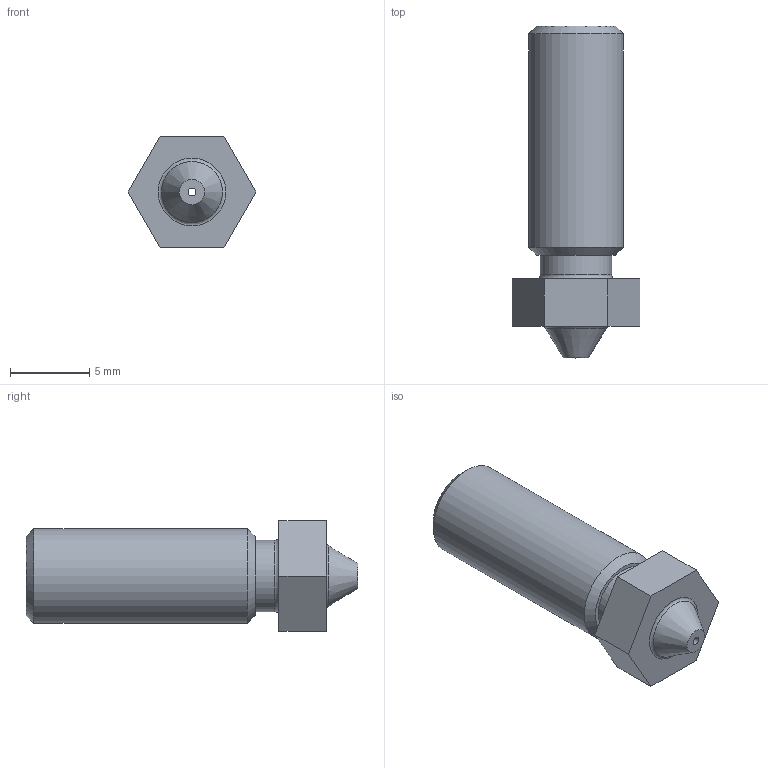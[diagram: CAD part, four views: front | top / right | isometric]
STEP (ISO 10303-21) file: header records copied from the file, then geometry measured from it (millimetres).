
FILE_DESCRIPTION(('FreeCAD Model'),'2;1');
FILE_NAME('volcano_nozzle_0600.step','2017-07-18T11:38:36',('Author'),(''), 'Open CASCADE STEP processor 6.9','FreeCAD','Unknown');
FILE_SCHEMA(('AUTOMOTIVE_DESIGN_CC2 { 1 2 10303 214 -1 1 5 4 }'));
Length unit declared in the file: millimetre
Products named in the file (1): Fillet001
Bounding box: 8.08 x 21 x 7 mm (x, y, z)
Volume: 435.3 mm3; surface area: 655.2 mm2
Topology: 1 solids, 1 shells, 23 faces, 45 edges, 28 vertices
Faces by surface type: plane 12, cylinder 6, cone 3, torus 2
Full cylindrical faces by diameter (mm): 0.5 x1, 3 x3, 4.5 x1, 6 x1
Entity records: 1195 total; most frequent: CARTESIAN_POINT 209, DIRECTION 189, LINE 97, VECTOR 97, ORIENTED_EDGE 90, PCURVE 90, DEFINITIONAL_REPRESENTATION 90, EDGE_CURVE 45
